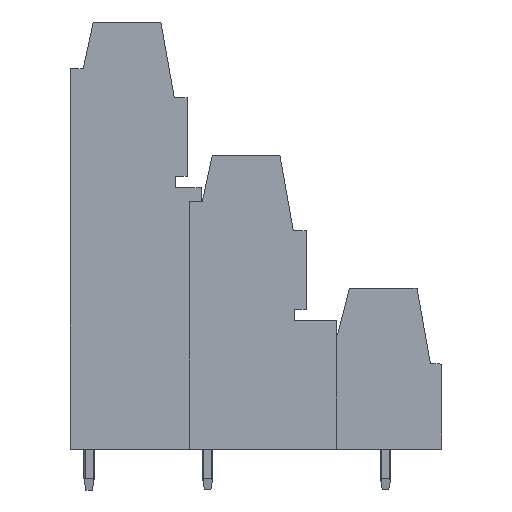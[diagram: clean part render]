
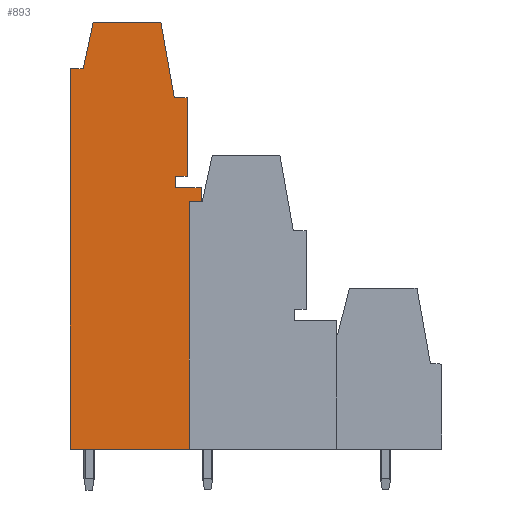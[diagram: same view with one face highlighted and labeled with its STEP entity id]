
A CAD part, left-side view. The second image highlights one B-rep face of the part: STEP entity #893.
In plain terms, the highlighted planar face has unit normal (-1, 0, 0).
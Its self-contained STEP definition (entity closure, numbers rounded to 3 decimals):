
#696=AXIS2_PLACEMENT_3D('Plane Axis2P3D',#693,#694,#695) ;
#581=CARTESIAN_POINT('Vertex',(2.54,20.6,24.7)) ;
#584=CARTESIAN_POINT('Line Origine',(2.54,21.1,24.7)) ;
#588=CARTESIAN_POINT('Vertex',(2.54,21.6,24.7)) ;
#614=CARTESIAN_POINT('Vertex',(2.54,21.6,3.5)) ;
#617=CARTESIAN_POINT('Line Origine',(2.54,26.7,3.5)) ;
#621=CARTESIAN_POINT('Vertex',(2.54,31.8,3.5)) ;
#693=CARTESIAN_POINT('Axis2P3D Location',(2.54,35.177,3.5)) ;
#797=CARTESIAN_POINT('Line Origine',(2.54,20.6,25.3)) ;
#801=CARTESIAN_POINT('Vertex',(2.54,20.6,25.9)) ;
#804=CARTESIAN_POINT('Line Origine',(2.54,21.7,25.9)) ;
#808=CARTESIAN_POINT('Vertex',(2.54,22.8,25.9)) ;
#811=CARTESIAN_POINT('Line Origine',(2.54,22.8,26.4)) ;
#815=CARTESIAN_POINT('Vertex',(2.54,22.8,26.9)) ;
#818=CARTESIAN_POINT('Line Origine',(2.54,22.3,26.9)) ;
#822=CARTESIAN_POINT('Vertex',(2.54,21.8,26.9)) ;
#825=CARTESIAN_POINT('Line Origine',(2.54,21.8,30.25)) ;
#829=CARTESIAN_POINT('Vertex',(2.54,21.8,33.6)) ;
#832=CARTESIAN_POINT('Line Origine',(2.54,22.352,33.6)) ;
#836=CARTESIAN_POINT('Vertex',(2.54,22.904,33.6)) ;
#839=CARTESIAN_POINT('Line Origine',(2.54,23.477,36.85)) ;
#843=CARTESIAN_POINT('Vertex',(2.54,24.05,40.1)) ;
#846=CARTESIAN_POINT('Line Origine',(2.54,26.95,40.1)) ;
#850=CARTESIAN_POINT('Vertex',(2.54,29.85,40.1)) ;
#853=CARTESIAN_POINT('Line Origine',(2.54,30.275,38.1)) ;
#857=CARTESIAN_POINT('Vertex',(2.54,30.7,36.1)) ;
#860=CARTESIAN_POINT('Line Origine',(2.54,31.25,36.1)) ;
#864=CARTESIAN_POINT('Vertex',(2.54,31.8,36.1)) ;
#867=CARTESIAN_POINT('Line Origine',(2.54,31.8,19.8)) ;
#872=CARTESIAN_POINT('Line Origine',(2.54,21.6,14.1)) ;
#585=DIRECTION('Vector Direction',(0.,1.,0.)) ;
#618=DIRECTION('Vector Direction',(0.,-1.,0.)) ;
#694=DIRECTION('Axis2P3D Direction',(-1.,0.,0.)) ;
#695=DIRECTION('Axis2P3D XDirection',(0.,-1.,0.)) ;
#798=DIRECTION('Vector Direction',(0.,0.,1.)) ;
#805=DIRECTION('Vector Direction',(0.,1.,0.)) ;
#812=DIRECTION('Vector Direction',(0.,0.,-1.)) ;
#819=DIRECTION('Vector Direction',(0.,1.,0.)) ;
#826=DIRECTION('Vector Direction',(0.,0.,-1.)) ;
#833=DIRECTION('Vector Direction',(0.,-1.,0.)) ;
#840=DIRECTION('Vector Direction',(0.,-0.174,-0.985)) ;
#847=DIRECTION('Vector Direction',(0.,-1.,0.)) ;
#854=DIRECTION('Vector Direction',(0.,-0.208,0.978)) ;
#861=DIRECTION('Vector Direction',(0.,-1.,0.)) ;
#868=DIRECTION('Vector Direction',(0.,0.,1.)) ;
#873=DIRECTION('Vector Direction',(0.,0.,1.)) ;
#586=VECTOR('Line Direction',#585,1.) ;
#619=VECTOR('Line Direction',#618,1.) ;
#799=VECTOR('Line Direction',#798,1.) ;
#806=VECTOR('Line Direction',#805,1.) ;
#813=VECTOR('Line Direction',#812,1.) ;
#820=VECTOR('Line Direction',#819,1.) ;
#827=VECTOR('Line Direction',#826,1.) ;
#834=VECTOR('Line Direction',#833,1.) ;
#841=VECTOR('Line Direction',#840,1.) ;
#848=VECTOR('Line Direction',#847,1.) ;
#855=VECTOR('Line Direction',#854,1.) ;
#862=VECTOR('Line Direction',#861,1.) ;
#869=VECTOR('Line Direction',#868,1.) ;
#874=VECTOR('Line Direction',#873,1.) ;
#878=ORIENTED_EDGE('',*,*,#803,.T.) ;
#879=ORIENTED_EDGE('',*,*,#810,.T.) ;
#880=ORIENTED_EDGE('',*,*,#817,.F.) ;
#881=ORIENTED_EDGE('',*,*,#824,.F.) ;
#882=ORIENTED_EDGE('',*,*,#831,.F.) ;
#883=ORIENTED_EDGE('',*,*,#838,.F.) ;
#884=ORIENTED_EDGE('',*,*,#845,.F.) ;
#885=ORIENTED_EDGE('',*,*,#852,.F.) ;
#886=ORIENTED_EDGE('',*,*,#859,.F.) ;
#887=ORIENTED_EDGE('',*,*,#866,.F.) ;
#888=ORIENTED_EDGE('',*,*,#871,.F.) ;
#889=ORIENTED_EDGE('',*,*,#623,.T.) ;
#890=ORIENTED_EDGE('',*,*,#876,.T.) ;
#891=ORIENTED_EDGE('',*,*,#590,.F.) ;
#893=ADVANCED_FACE('HOUSING',(#892),#697,.T.) ;
#590=EDGE_CURVE('',#582,#589,#587,.T.) ;
#623=EDGE_CURVE('',#622,#615,#620,.T.) ;
#803=EDGE_CURVE('',#582,#802,#800,.T.) ;
#810=EDGE_CURVE('',#802,#809,#807,.T.) ;
#817=EDGE_CURVE('',#816,#809,#814,.T.) ;
#824=EDGE_CURVE('',#823,#816,#821,.T.) ;
#831=EDGE_CURVE('',#830,#823,#828,.T.) ;
#838=EDGE_CURVE('',#837,#830,#835,.T.) ;
#845=EDGE_CURVE('',#844,#837,#842,.T.) ;
#852=EDGE_CURVE('',#851,#844,#849,.T.) ;
#859=EDGE_CURVE('',#858,#851,#856,.T.) ;
#866=EDGE_CURVE('',#865,#858,#863,.T.) ;
#871=EDGE_CURVE('',#622,#865,#870,.T.) ;
#876=EDGE_CURVE('',#615,#589,#875,.T.) ;
#877=EDGE_LOOP('',(#878,#879,#880,#881,#882,#883,#884,#885,#886,#887,#888,#889,#890,#891)) ;
#892=FACE_OUTER_BOUND('',#877,.T.) ;
#587=LINE('Line',#584,#586) ;
#620=LINE('Line',#617,#619) ;
#800=LINE('Line',#797,#799) ;
#807=LINE('Line',#804,#806) ;
#814=LINE('Line',#811,#813) ;
#821=LINE('Line',#818,#820) ;
#828=LINE('Line',#825,#827) ;
#835=LINE('Line',#832,#834) ;
#842=LINE('Line',#839,#841) ;
#849=LINE('Line',#846,#848) ;
#856=LINE('Line',#853,#855) ;
#863=LINE('Line',#860,#862) ;
#870=LINE('Line',#867,#869) ;
#875=LINE('Line',#872,#874) ;
#697=PLANE('',#696) ;
#582=VERTEX_POINT('',#581) ;
#589=VERTEX_POINT('',#588) ;
#615=VERTEX_POINT('',#614) ;
#622=VERTEX_POINT('',#621) ;
#802=VERTEX_POINT('',#801) ;
#809=VERTEX_POINT('',#808) ;
#816=VERTEX_POINT('',#815) ;
#823=VERTEX_POINT('',#822) ;
#830=VERTEX_POINT('',#829) ;
#837=VERTEX_POINT('',#836) ;
#844=VERTEX_POINT('',#843) ;
#851=VERTEX_POINT('',#850) ;
#858=VERTEX_POINT('',#857) ;
#865=VERTEX_POINT('',#864) ;
